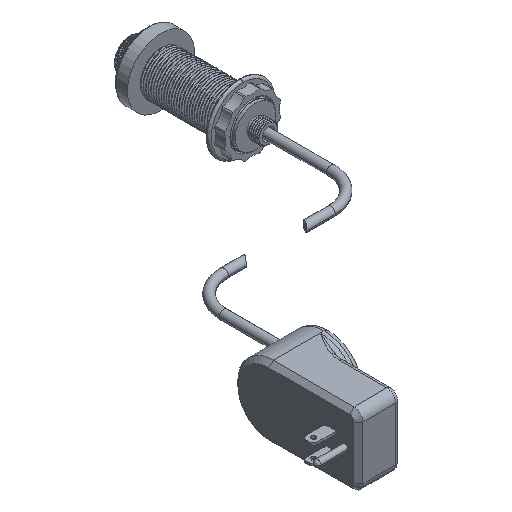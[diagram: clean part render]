
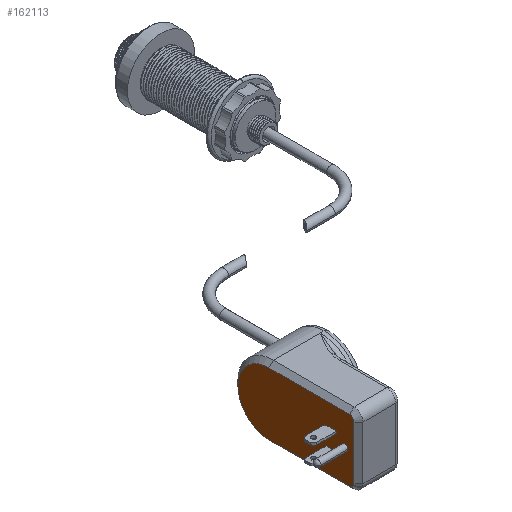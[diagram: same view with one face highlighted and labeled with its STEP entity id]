
A CAD part, isometric view. The second image highlights one B-rep face of the part: STEP entity #162113.
In plain terms, the highlighted planar face has unit normal (-1, 0, 0).
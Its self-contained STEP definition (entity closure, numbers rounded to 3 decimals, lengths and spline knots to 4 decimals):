
#158083=CARTESIAN_POINT('',(-6.533,-9.729,0.));
#158084=DIRECTION('',(-1.,0.,0.));
#158085=DIRECTION('',(0.,0.,1.));
#158086=AXIS2_PLACEMENT_3D('',#158083,#158084,#158085);
#158088=DIRECTION('',(0.,1.,0.));
#158089=VECTOR('',#158088,2.255);
#158090=CARTESIAN_POINT('',(-6.533,-11.984,
0.87));
#158091=LINE('',#158090,#158089);
#158092=CARTESIAN_POINT('',(-6.533,-11.984,0.745));
#158093=DIRECTION('',(-1.,0.,0.));
#158094=DIRECTION('',(0.,-1.,0.));
#158095=AXIS2_PLACEMENT_3D('',#158092,#158093,#158094);
#158097=DIRECTION('',(0.,0.,1.));
#158098=VECTOR('',#158097,1.49);
#158099=CARTESIAN_POINT('',(-6.533,-12.109,
-0.745));
#158100=LINE('',#158099,#158098);
#158101=CARTESIAN_POINT('',(-6.533,-11.984,-0.745));
#158102=DIRECTION('',(-1.,0.,0.));
#158103=DIRECTION('',(0.,0.,-1.));
#158104=AXIS2_PLACEMENT_3D('',#158101,#158102,#158103);
#158106=DIRECTION('',(0.,-1.,0.));
#158107=VECTOR('',#158106,2.255);
#158108=CARTESIAN_POINT('',(-6.533,-9.729,
-0.87));
#158109=LINE('',#158108,#158107);
#158110=DIRECTION('',(0.,1.,0.));
#158111=VECTOR('',#158110,0.32);
#158112=CARTESIAN_POINT('',(-6.533,-11.614,0.282));
#158113=LINE('',#158112,#158111);
#158114=DIRECTION('',(0.,0.,-1.));
#158115=VECTOR('',#158114,0.062);
#158116=CARTESIAN_POINT('',(-6.533,-11.294,0.282));
#158117=LINE('',#158116,#158115);
#158118=DIRECTION('',(0.,-1.,0.));
#158119=VECTOR('',#158118,0.32);
#158120=CARTESIAN_POINT('',(-6.533,-11.294,0.22));
#158121=LINE('',#158120,#158119);
#158122=DIRECTION('',(0.,0.,1.));
#158123=VECTOR('',#158122,0.062);
#158124=CARTESIAN_POINT('',(-6.533,-11.614,0.22));
#158125=LINE('',#158124,#158123);
#158126=DIRECTION('',(0.,1.,0.));
#158127=VECTOR('',#158126,0.25);
#158128=CARTESIAN_POINT('',(-6.533,-11.579,-0.22));
#158129=LINE('',#158128,#158127);
#158130=DIRECTION('',(0.,0.,-1.));
#158131=VECTOR('',#158130,0.062);
#158132=CARTESIAN_POINT('',(-6.533,-11.329,-0.22));
#158133=LINE('',#158132,#158131);
#158134=DIRECTION('',(0.,-1.,0.));
#158135=VECTOR('',#158134,0.25);
#158136=CARTESIAN_POINT('',(-6.533,-11.329,-0.282));
#158137=LINE('',#158136,#158135);
#158138=DIRECTION('',(0.,0.,1.));
#158139=VECTOR('',#158138,0.062);
#158140=CARTESIAN_POINT('',(-6.533,-11.579,-0.282));
#158141=LINE('',#158140,#158139);
#158142=CARTESIAN_POINT('',(-6.533,-11.849,0.));
#158143=DIRECTION('',(-1.,0.,0.));
#158144=DIRECTION('',(0.,-1.,0.));
#158145=AXIS2_PLACEMENT_3D('',#158142,#158143,#158144);
#158147=CARTESIAN_POINT('',(-6.533,-11.849,0.));
#158148=DIRECTION('',(-1.,0.,0.));
#158149=DIRECTION('',(0.,1.,0.));
#158150=AXIS2_PLACEMENT_3D('',#158147,#158148,#158149);
#160502=CARTESIAN_POINT('',(-6.533,-11.614,0.282));
#160503=CARTESIAN_POINT('',(-6.533,-11.294,0.282));
#160504=VERTEX_POINT('',#160502);
#160505=VERTEX_POINT('',#160503);
#160506=CARTESIAN_POINT('',(-6.533,-11.294,0.22));
#160507=VERTEX_POINT('',#160506);
#160508=CARTESIAN_POINT('',(-6.533,-11.614,0.22));
#160509=VERTEX_POINT('',#160508);
#160510=CARTESIAN_POINT('',(-6.533,-11.579,-0.22));
#160511=CARTESIAN_POINT('',(-6.533,-11.329,-0.22));
#160512=VERTEX_POINT('',#160510);
#160513=VERTEX_POINT('',#160511);
#160514=CARTESIAN_POINT('',(-6.533,-11.329,-0.282));
#160515=VERTEX_POINT('',#160514);
#160516=CARTESIAN_POINT('',(-6.533,-11.579,-0.282));
#160517=VERTEX_POINT('',#160516);
#160524=CARTESIAN_POINT('',(-6.533,-11.939,0.));
#160525=CARTESIAN_POINT('',(-6.533,-11.759,0.));
#160526=VERTEX_POINT('',#160524);
#160527=VERTEX_POINT('',#160525);
#160610=CARTESIAN_POINT('',(-6.533,-9.729,0.87));
#160611=CARTESIAN_POINT('',(-6.533,-9.729,-0.87));
#160612=VERTEX_POINT('',#160610);
#160613=VERTEX_POINT('',#160611);
#160618=CARTESIAN_POINT('',(-6.533,-11.984,
-0.87));
#160619=VERTEX_POINT('',#160618);
#160622=CARTESIAN_POINT('',(-6.533,-12.109,-0.745));
#160623=VERTEX_POINT('',#160622);
#160626=CARTESIAN_POINT('',(-6.533,-12.109,
0.745));
#160627=VERTEX_POINT('',#160626);
#160630=CARTESIAN_POINT('',(-6.533,-11.984,0.87));
#160631=VERTEX_POINT('',#160630);
#162069=CARTESIAN_POINT('',(-6.533,-12.234,0.));
#162070=DIRECTION('',(-1.,0.,0.));
#162071=DIRECTION('',(0.,0.,-1.));
#162072=AXIS2_PLACEMENT_3D('',#162069,#162070,#162071);
#162073=PLANE('',#162072);
#162075=ORIENTED_EDGE('',*,*,#162074,.F.);
#162076=ORIENTED_EDGE('',*,*,#162059,.F.);
#162078=ORIENTED_EDGE('',*,*,#162077,.F.);
#162080=ORIENTED_EDGE('',*,*,#162079,.F.);
#162082=ORIENTED_EDGE('',*,*,#162081,.F.);
#162084=ORIENTED_EDGE('',*,*,#162083,.F.);
#162085=EDGE_LOOP('',(#162075,#162076,#162078,#162080,#162082,#162084));
#162086=FACE_OUTER_BOUND('',#162085,.F.);
#162088=ORIENTED_EDGE('',*,*,#162087,.T.);
#162090=ORIENTED_EDGE('',*,*,#162089,.T.);
#162092=ORIENTED_EDGE('',*,*,#162091,.T.);
#162094=ORIENTED_EDGE('',*,*,#162093,.T.);
#162095=EDGE_LOOP('',(#162088,#162090,#162092,#162094));
#162096=FACE_BOUND('',#162095,.F.);
#162098=ORIENTED_EDGE('',*,*,#162097,.T.);
#162100=ORIENTED_EDGE('',*,*,#162099,.T.);
#162102=ORIENTED_EDGE('',*,*,#162101,.T.);
#162104=ORIENTED_EDGE('',*,*,#162103,.T.);
#162105=EDGE_LOOP('',(#162098,#162100,#162102,#162104));
#162106=FACE_BOUND('',#162105,.F.);
#162108=ORIENTED_EDGE('',*,*,#162107,.T.);
#162110=ORIENTED_EDGE('',*,*,#162109,.T.);
#162111=EDGE_LOOP('',(#162108,#162110));
#162112=FACE_BOUND('',#162111,.F.);
#162113=ADVANCED_FACE('',(#162086,#162096,#162106,#162112),#162073,.T.);
#158087=CIRCLE('',#158086,0.87);
#158096=CIRCLE('',#158095,0.125);
#158105=CIRCLE('',#158104,0.125);
#158146=CIRCLE('',#158145,0.09);
#158151=CIRCLE('',#158150,0.09);
#162059=EDGE_CURVE('',#160631,#160612,#158091,.T.);
#162074=EDGE_CURVE('',#160612,#160613,#158087,.T.);
#162077=EDGE_CURVE('',#160627,#160631,#158096,.T.);
#162079=EDGE_CURVE('',#160623,#160627,#158100,.T.);
#162081=EDGE_CURVE('',#160619,#160623,#158105,.T.);
#162083=EDGE_CURVE('',#160613,#160619,#158109,.T.);
#162087=EDGE_CURVE('',#160504,#160505,#158113,.T.);
#162089=EDGE_CURVE('',#160505,#160507,#158117,.T.);
#162091=EDGE_CURVE('',#160507,#160509,#158121,.T.);
#162093=EDGE_CURVE('',#160509,#160504,#158125,.T.);
#162097=EDGE_CURVE('',#160512,#160513,#158129,.T.);
#162099=EDGE_CURVE('',#160513,#160515,#158133,.T.);
#162101=EDGE_CURVE('',#160515,#160517,#158137,.T.);
#162103=EDGE_CURVE('',#160517,#160512,#158141,.T.);
#162107=EDGE_CURVE('',#160526,#160527,#158146,.T.);
#162109=EDGE_CURVE('',#160527,#160526,#158151,.T.);
